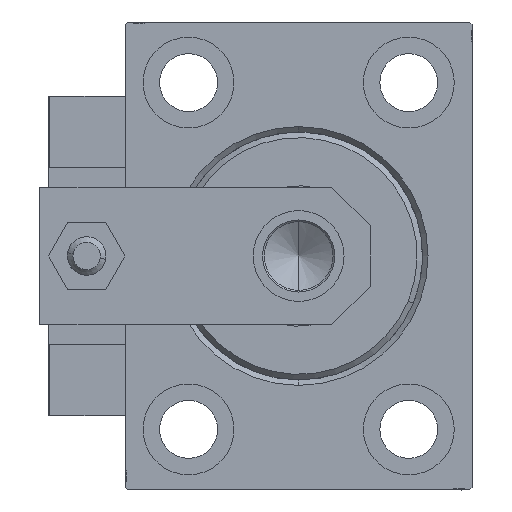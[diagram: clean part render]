
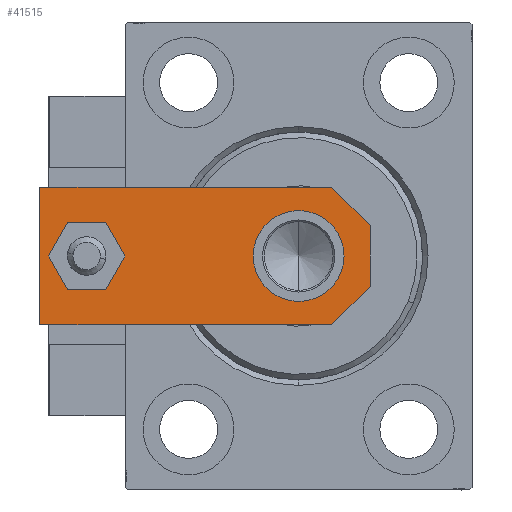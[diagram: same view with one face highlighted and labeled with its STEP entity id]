
A CAD part, left-side view. The second image highlights one B-rep face of the part: STEP entity #41515.
In plain terms, the highlighted face is planar.
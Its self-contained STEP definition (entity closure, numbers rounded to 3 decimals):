
#236 = VERTEX_POINT ( 'NONE', #28986 ) ;
#1098 = ORIENTED_EDGE ( 'NONE', *, *, #32890, .T. ) ;
#1280 = DIRECTION ( 'NONE',  ( 0., 0., 1. ) ) ;
#1723 = AXIS2_PLACEMENT_3D ( 'NONE', #29254, #17885, #22415 ) ;
#1865 = EDGE_LOOP ( 'NONE', ( #35388, #7458 ) ) ;
#2066 = EDGE_CURVE ( 'NONE', #5408, #9480, #34540, .T. ) ;
#2692 = VECTOR ( 'NONE', #25635, 1000. ) ;
#2756 = CARTESIAN_POINT ( 'NONE',  ( 12.5, 60., 6. ) ) ;
#4117 = CARTESIAN_POINT ( 'NONE',  ( 12.5, 0., 6. ) ) ;
#4461 = ORIENTED_EDGE ( 'NONE', *, *, #5522, .T. ) ;
#5108 = CARTESIAN_POINT ( 'NONE',  ( -8.25, 13., 6. ) ) ;
#5408 = VERTEX_POINT ( 'NONE', #5108 ) ;
#5522 = EDGE_CURVE ( 'NONE', #31796, #236, #15201, .T. ) ;
#5948 = VERTEX_POINT ( 'NONE', #24218 ) ;
#6309 = ORIENTED_EDGE ( 'NONE', *, *, #32818, .T. ) ;
#6536 = CIRCLE ( 'NONE', #14602, 4. ) ;
#6857 = DIRECTION ( 'NONE',  ( 0.707, 0.707, 0. ) ) ;
#7359 = CARTESIAN_POINT ( 'NONE',  ( 5.5, 0., 6. ) ) ;
#7458 = ORIENTED_EDGE ( 'NONE', *, *, #43690, .F. ) ;
#7889 = EDGE_LOOP ( 'NONE', ( #16568, #48344 ) ) ;
#8688 = CARTESIAN_POINT ( 'NONE',  ( -12.5, 7., 6. ) ) ;
#9480 = VERTEX_POINT ( 'NONE', #47445 ) ;
#9623 = DIRECTION ( 'NONE',  ( 1., 0., 0. ) ) ;
#10925 = CARTESIAN_POINT ( 'NONE',  ( -2.75, -2.75, 6. ) ) ;
#11323 = VECTOR ( 'NONE', #39923, 1000. ) ;
#13359 = DIRECTION ( 'NONE',  ( 0., 0., 1. ) ) ;
#13816 = EDGE_CURVE ( 'NONE', #28049, #5948, #6536, .T. ) ;
#13963 = LINE ( 'NONE', #10925, #26262 ) ;
#14602 = AXIS2_PLACEMENT_3D ( 'NONE', #20706, #13359, #16673 ) ;
#15014 = EDGE_CURVE ( 'NONE', #5948, #28049, #23552, .T. ) ;
#15201 = LINE ( 'NONE', #48861, #25631 ) ;
#15462 = EDGE_CURVE ( 'NONE', #236, #49540, #33997, .T. ) ;
#16444 = CIRCLE ( 'NONE', #43877, 8.25 ) ;
#16568 = ORIENTED_EDGE ( 'NONE', *, *, #13816, .F. ) ;
#16673 = DIRECTION ( 'NONE',  ( 1., 0., 0. ) ) ;
#17010 = FACE_BOUND ( 'NONE', #7889, .T. ) ;
#17885 = DIRECTION ( 'NONE',  ( 0., 0., 1. ) ) ;
#19397 = VERTEX_POINT ( 'NONE', #21763 ) ;
#20706 = CARTESIAN_POINT ( 'NONE',  ( 0., 51.5, 6. ) ) ;
#21593 = CARTESIAN_POINT ( 'NONE',  ( -12.5, 60., 6. ) ) ;
#21763 = CARTESIAN_POINT ( 'NONE',  ( -5.5, 0., 6. ) ) ;
#22415 = DIRECTION ( 'NONE',  ( 1., 0., 0. ) ) ;
#23552 = CIRCLE ( 'NONE', #1723, 4. ) ;
#23893 = EDGE_CURVE ( 'NONE', #33451, #26314, #29941, .T. ) ;
#24218 = CARTESIAN_POINT ( 'NONE',  ( 4., 51.5, 6. ) ) ;
#24826 = FACE_BOUND ( 'NONE', #1865, .T. ) ;
#25162 = VECTOR ( 'NONE', #27404, 1000. ) ;
#25321 = DIRECTION ( 'NONE',  ( 1., 0., 0. ) ) ;
#25631 = VECTOR ( 'NONE', #6857, 1000. ) ;
#25635 = DIRECTION ( 'NONE',  ( 0., -1., 0. ) ) ;
#26262 = VECTOR ( 'NONE', #32941, 1000. ) ;
#26314 = VERTEX_POINT ( 'NONE', #8688 ) ;
#27404 = DIRECTION ( 'NONE',  ( 0., 1., 0. ) ) ;
#28039 = DIRECTION ( 'NONE',  ( 1., 0., 0. ) ) ;
#28049 = VERTEX_POINT ( 'NONE', #47356 ) ;
#28986 = CARTESIAN_POINT ( 'NONE',  ( 12.5, 7., 6. ) ) ;
#29254 = CARTESIAN_POINT ( 'NONE',  ( 0., 51.5, 6. ) ) ;
#29627 = DIRECTION ( 'NONE',  ( 0., 0., 1. ) ) ;
#29941 = LINE ( 'NONE', #21593, #2692 ) ;
#30135 = CARTESIAN_POINT ( 'NONE',  ( 0., 13., 6. ) ) ;
#31796 = VERTEX_POINT ( 'NONE', #7359 ) ;
#32818 = EDGE_CURVE ( 'NONE', #19397, #31796, #43470, .T. ) ;
#32890 = EDGE_CURVE ( 'NONE', #49540, #33451, #35380, .T. ) ;
#32941 = DIRECTION ( 'NONE',  ( 0.707, -0.707, 0. ) ) ;
#33451 = VERTEX_POINT ( 'NONE', #35957 ) ;
#33997 = LINE ( 'NONE', #4117, #25162 ) ;
#34540 = CIRCLE ( 'NONE', #49105, 8.25 ) ;
#35380 = LINE ( 'NONE', #47031, #11323 ) ;
#35388 = ORIENTED_EDGE ( 'NONE', *, *, #2066, .F. ) ;
#35630 = CARTESIAN_POINT ( 'NONE',  ( -12.5, 0., 6. ) ) ;
#35957 = CARTESIAN_POINT ( 'NONE',  ( -12.5, 60., 6. ) ) ;
#39923 = DIRECTION ( 'NONE',  ( -1., 0., 0. ) ) ;
#40769 = CARTESIAN_POINT ( 'NONE',  ( 0., 0., 6. ) ) ;
#41515 = ADVANCED_FACE ( 'NONE', ( #17010, #47878, #24826 ), #44322, .T. ) ;
#41527 = DIRECTION ( 'NONE',  ( 1., 0., 0. ) ) ;
#42207 = AXIS2_PLACEMENT_3D ( 'NONE', #40769, #29627, #41527 ) ;
#42312 = ORIENTED_EDGE ( 'NONE', *, *, #23893, .T. ) ;
#43470 = LINE ( 'NONE', #35630, #50100 ) ;
#43607 = ORIENTED_EDGE ( 'NONE', *, *, #49161, .T. ) ;
#43690 = EDGE_CURVE ( 'NONE', #9480, #5408, #16444, .T. ) ;
#43877 = AXIS2_PLACEMENT_3D ( 'NONE', #30135, #45579, #25321 ) ;
#44322 = PLANE ( 'NONE',  #42207 ) ;
#45579 = DIRECTION ( 'NONE',  ( 0., 0., 1. ) ) ;
#47031 = CARTESIAN_POINT ( 'NONE',  ( 12.5, 60., 6. ) ) ;
#47356 = CARTESIAN_POINT ( 'NONE',  ( -4., 51.5, 6. ) ) ;
#47445 = CARTESIAN_POINT ( 'NONE',  ( 8.25, 13., 6. ) ) ;
#47601 = CARTESIAN_POINT ( 'NONE',  ( 0., 13., 6. ) ) ;
#47878 = FACE_OUTER_BOUND ( 'NONE', #49905, .T. ) ;
#48103 = ORIENTED_EDGE ( 'NONE', *, *, #15462, .T. ) ;
#48344 = ORIENTED_EDGE ( 'NONE', *, *, #15014, .F. ) ;
#48861 = CARTESIAN_POINT ( 'NONE',  ( 2.75, -2.75, 6. ) ) ;
#49105 = AXIS2_PLACEMENT_3D ( 'NONE', #47601, #1280, #9623 ) ;
#49161 = EDGE_CURVE ( 'NONE', #26314, #19397, #13963, .T. ) ;
#49540 = VERTEX_POINT ( 'NONE', #2756 ) ;
#49905 = EDGE_LOOP ( 'NONE', ( #42312, #43607, #6309, #4461, #48103, #1098 ) ) ;
#50100 = VECTOR ( 'NONE', #28039, 1000. ) ;
